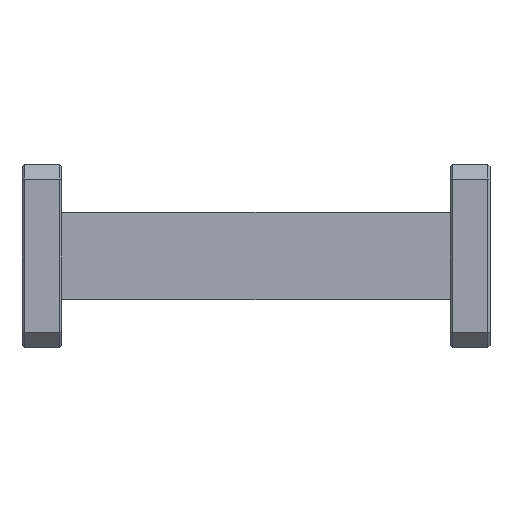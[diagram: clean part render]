
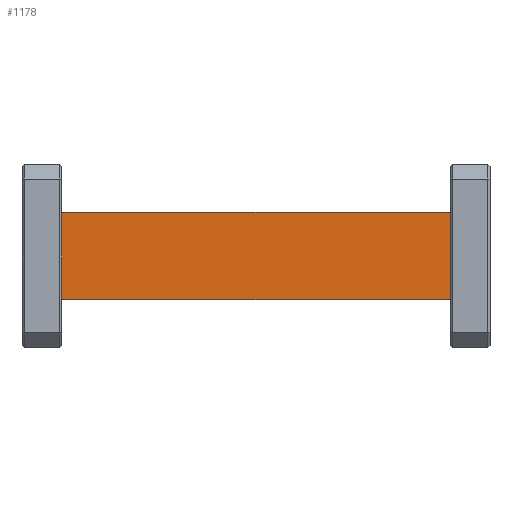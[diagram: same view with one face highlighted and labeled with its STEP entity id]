
A CAD part, front view. The second image highlights one B-rep face of the part: STEP entity #1178.
In plain terms, the highlighted planar face has unit normal (0, -1, 0).
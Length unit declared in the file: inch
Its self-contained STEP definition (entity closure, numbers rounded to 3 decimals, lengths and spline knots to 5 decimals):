
#49 = ORIENTED_EDGE ( 'NONE', *, *, #2025, .F. ) ;
#69 = DIRECTION ( 'NONE',  ( -1., 0., 0. ) ) ;
#239 = CARTESIAN_POINT ( 'NONE',  ( 2.06, -0.125, 0.21 ) ) ;
#247 = CARTESIAN_POINT ( 'NONE',  ( 0.19, -0.125, -0.21 ) ) ;
#311 = VERTEX_POINT ( 'NONE', #2309 ) ;
#387 = DIRECTION ( 'NONE',  ( -1., 0., 0. ) ) ;
#436 = LINE ( 'NONE', #247, #1003 ) ;
#590 = CARTESIAN_POINT ( 'NONE',  ( 2.06, -0.125, -0.21 ) ) ;
#660 = LINE ( 'NONE', #2147, #2420 ) ;
#729 = ORIENTED_EDGE ( 'NONE', *, *, #1794, .T. ) ;
#874 = VERTEX_POINT ( 'NONE', #1508 ) ;
#888 = PLANE ( 'NONE',  #2138 ) ;
#889 = VECTOR ( 'NONE', #994, 39.37008 ) ;
#893 = VERTEX_POINT ( 'NONE', #1340 ) ;
#994 = DIRECTION ( 'NONE',  ( 0., 0., -1. ) ) ;
#1003 = VECTOR ( 'NONE', #1905, 39.37008 ) ;
#1063 = ORIENTED_EDGE ( 'NONE', *, *, #1995, .T. ) ;
#1083 = DIRECTION ( 'NONE',  ( 0., 0., 1. ) ) ;
#1105 = FACE_OUTER_BOUND ( 'NONE', #2273, .T. ) ;
#1162 = VECTOR ( 'NONE', #387, 39.37008 ) ;
#1172 = LINE ( 'NONE', #239, #1162 ) ;
#1178 = ADVANCED_FACE ( 'NONE', ( #1105 ), #888, .F. ) ;
#1252 = VERTEX_POINT ( 'NONE', #2276 ) ;
#1340 = CARTESIAN_POINT ( 'NONE',  ( 2.06, -0.125, 0.21 ) ) ;
#1508 = CARTESIAN_POINT ( 'NONE',  ( 2.06, -0.125, -0.21 ) ) ;
#1794 = EDGE_CURVE ( 'NONE', #893, #311, #1172, .T. ) ;
#1853 = CARTESIAN_POINT ( 'NONE',  ( 2.06, -0.125, -0.21 ) ) ;
#1905 = DIRECTION ( 'NONE',  ( 0., 0., -1. ) ) ;
#1914 = EDGE_CURVE ( 'NONE', #874, #1252, #660, .T. ) ;
#1995 = EDGE_CURVE ( 'NONE', #311, #1252, #436, .T. ) ;
#2003 = DIRECTION ( 'NONE',  ( 0., 1., 0. ) ) ;
#2025 = EDGE_CURVE ( 'NONE', #893, #874, #2279, .T. ) ;
#2138 = AXIS2_PLACEMENT_3D ( 'NONE', #1853, #2003, #1083 ) ;
#2147 = CARTESIAN_POINT ( 'NONE',  ( 2.06, -0.125, -0.21 ) ) ;
#2273 = EDGE_LOOP ( 'NONE', ( #1063, #2327, #49, #729 ) ) ;
#2276 = CARTESIAN_POINT ( 'NONE',  ( 0.19, -0.125, -0.21 ) ) ;
#2279 = LINE ( 'NONE', #590, #889 ) ;
#2309 = CARTESIAN_POINT ( 'NONE',  ( 0.19, -0.125, 0.21 ) ) ;
#2327 = ORIENTED_EDGE ( 'NONE', *, *, #1914, .F. ) ;
#2420 = VECTOR ( 'NONE', #69, 39.37008 ) ;
